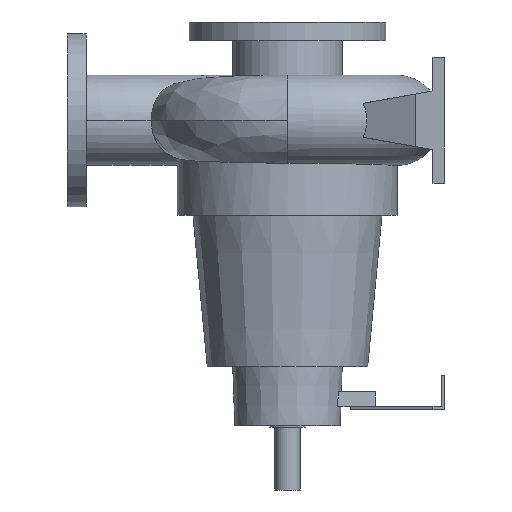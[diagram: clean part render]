
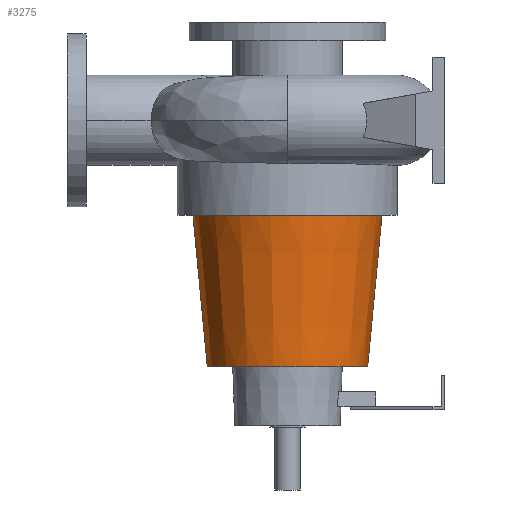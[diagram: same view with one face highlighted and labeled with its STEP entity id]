
A CAD part, left-side view. The second image highlights one B-rep face of the part: STEP entity #3275.
In plain terms, the highlighted conical face has half-angle 5.404 degrees and reference radius 102 mm.
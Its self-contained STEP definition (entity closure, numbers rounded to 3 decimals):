
#87 = FACE_OUTER_BOUND ( 'NONE', #579, .T. ) ;
#458 = DIRECTION ( 'NONE',  ( 0., -1., 0. ) ) ;
#579 = EDGE_LOOP ( 'NONE', ( #2679, #3548, #6582, #757 ) ) ;
#757 = ORIENTED_EDGE ( 'NONE', *, *, #5131, .F. ) ;
#918 = AXIS2_PLACEMENT_3D ( 'NONE', #3114, #4260, #458 ) ;
#1076 = EDGE_CURVE ( 'NONE', #4550, #2912, #3286, .T. ) ;
#1175 = DIRECTION ( 'NONE',  ( 0., 0., 1. ) ) ;
#1246 = DIRECTION ( 'NONE',  ( 0., -0.094, 0.996 ) ) ;
#1529 = CARTESIAN_POINT ( 'NONE',  ( 0., 0., -313. ) ) ;
#1730 = DIRECTION ( 'NONE',  ( 0., 0.094, 0.996 ) ) ;
#2285 = AXIS2_PLACEMENT_3D ( 'NONE', #1529, #3647, #2677 ) ;
#2504 = CARTESIAN_POINT ( 'NONE',  ( 0., -120.162, -121. ) ) ;
#2598 = CIRCLE ( 'NONE', #918, 120.162 ) ;
#2677 = DIRECTION ( 'NONE',  ( 0., -1., 0. ) ) ;
#2679 = ORIENTED_EDGE ( 'NONE', *, *, #5001, .F. ) ;
#2771 = EDGE_CURVE ( 'NONE', #2912, #5703, #3859, .T. ) ;
#2912 = VERTEX_POINT ( 'NONE', #5627 ) ;
#3114 = CARTESIAN_POINT ( 'NONE',  ( 0., 0., -121. ) ) ;
#3275 = ADVANCED_FACE ( 'NONE', ( #87 ), #5077, .T. ) ;
#3286 = CIRCLE ( 'NONE', #2285, 102. ) ;
#3548 = ORIENTED_EDGE ( 'NONE', *, *, #1076, .T. ) ;
#3590 = VERTEX_POINT ( 'NONE', #3638 ) ;
#3638 = CARTESIAN_POINT ( 'NONE',  ( 0., 120.162, -121. ) ) ;
#3647 = DIRECTION ( 'NONE',  ( 0., 0., 1. ) ) ;
#3705 = VECTOR ( 'NONE', #1246, 1000. ) ;
#3859 = LINE ( 'NONE', #5364, #3705 ) ;
#3991 = CARTESIAN_POINT ( 'NONE',  ( 0., 102., -313. ) ) ;
#4258 = VECTOR ( 'NONE', #1730, 1000. ) ;
#4260 = DIRECTION ( 'NONE',  ( 0., 0., 1. ) ) ;
#4550 = VERTEX_POINT ( 'NONE', #5795 ) ;
#5001 = EDGE_CURVE ( 'NONE', #4550, #3590, #6524, .T. ) ;
#5077 = CONICAL_SURFACE ( 'NONE', #5854, 102., 0.094 ) ;
#5131 = EDGE_CURVE ( 'NONE', #3590, #5703, #2598, .T. ) ;
#5364 = CARTESIAN_POINT ( 'NONE',  ( 0., -102., -313. ) ) ;
#5627 = CARTESIAN_POINT ( 'NONE',  ( 0., -102., -313. ) ) ;
#5703 = VERTEX_POINT ( 'NONE', #2504 ) ;
#5795 = CARTESIAN_POINT ( 'NONE',  ( 0., 102., -313. ) ) ;
#5854 = AXIS2_PLACEMENT_3D ( 'NONE', #6395, #1175, #6496 ) ;
#6395 = CARTESIAN_POINT ( 'NONE',  ( 0., 0., -313. ) ) ;
#6496 = DIRECTION ( 'NONE',  ( 0., -1., 0. ) ) ;
#6524 = LINE ( 'NONE', #3991, #4258 ) ;
#6582 = ORIENTED_EDGE ( 'NONE', *, *, #2771, .T. ) ;
